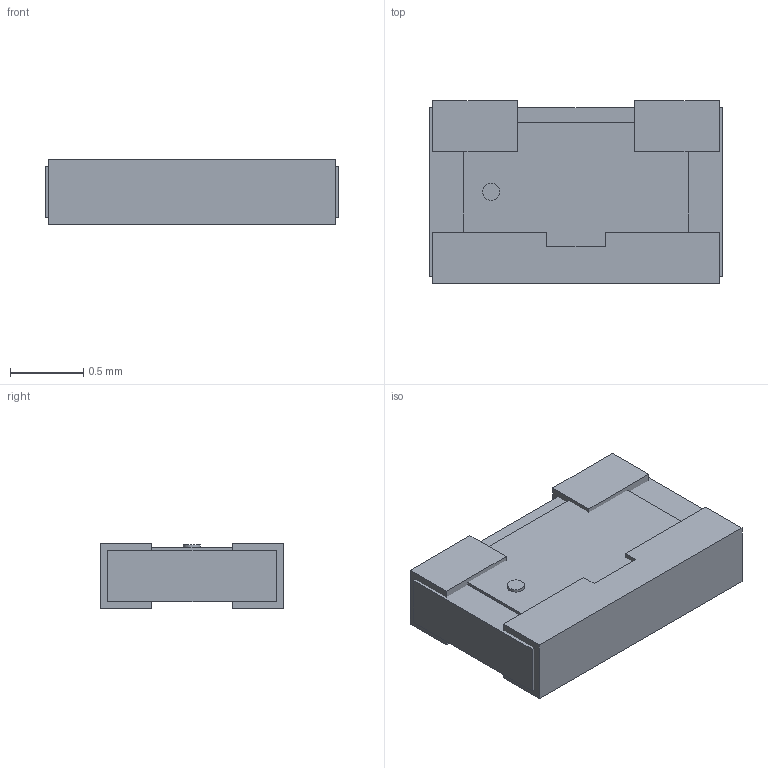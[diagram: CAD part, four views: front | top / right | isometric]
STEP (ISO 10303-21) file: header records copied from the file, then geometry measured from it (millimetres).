
FILE_DESCRIPTION(/* description */ (''),/* implementation_level */ '2;1');
FILE_NAME(/* name */ 'PAT1220.stp',/* time_stamp */ '2017-02-14T21:37:58-05:00',/* author */ (''),/* organization */ (''),/* preprocessor_version */ 'ST-DEVELOPER v16.5',/* originating_system */ 'Autodesk Translation Framework v5.2.0.2920',/* authorisation */ '');
FILE_SCHEMA (('AUTOMOTIVE_DESIGN { 1 0 10303 214 3 1 1 }'));
Length unit declared in the file: millimetre
Products named in the file (1): PAT1220 v2
Bounding box: 2 x 1.25 x 0.45 mm (x, y, z)
Surface area: 15.8 mm2
Topology: 6 solids, 6 shells, 37 faces, 75 edges, 50 vertices
Faces by surface type: plane 36, cylinder 1
Full cylindrical faces by diameter (mm): 0.116 x1
Entity records: 991 total; most frequent: CARTESIAN_POINT 162, DIRECTION 152, ORIENTED_EDGE 148, EDGE_CURVE 74, LINE 72, VECTOR 72, VERTEX_POINT 50, AXIS2_PLACEMENT_3D 40
